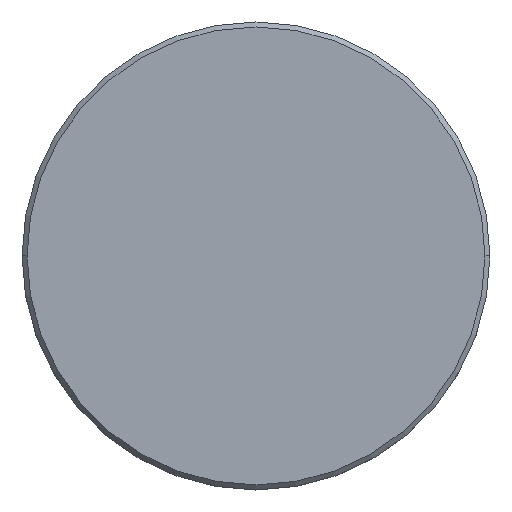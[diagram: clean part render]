
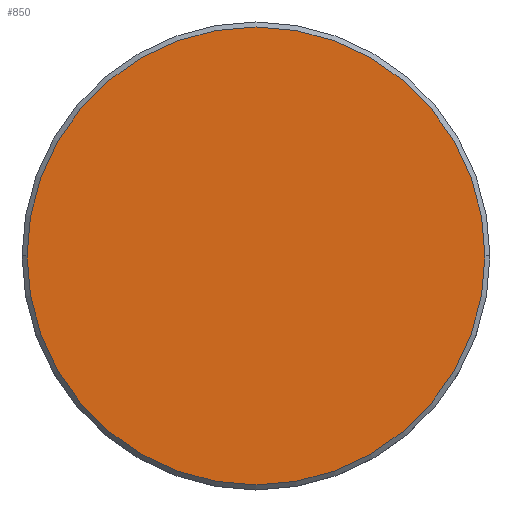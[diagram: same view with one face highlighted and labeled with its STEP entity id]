
A CAD part, top view. The second image highlights one B-rep face of the part: STEP entity #850.
In plain terms, the highlighted planar face has unit normal (0, 0, 1).
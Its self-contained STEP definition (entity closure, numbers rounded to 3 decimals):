
#19 = ORIENTED_EDGE ( 'NONE', *, *, #1149, .T. ) ;
#40 = PLANE ( 'NONE',  #801 ) ;
#54 = EDGE_LOOP ( 'NONE', ( #629, #19 ) ) ;
#96 = DIRECTION ( 'NONE',  ( 0., 0., 1. ) ) ;
#137 = CARTESIAN_POINT ( 'NONE',  ( 0., 0., 0. ) ) ;
#155 = AXIS2_PLACEMENT_3D ( 'NONE', #217, #314, #611 ) ;
#217 = CARTESIAN_POINT ( 'NONE',  ( 0., 0., 0. ) ) ;
#272 = CARTESIAN_POINT ( 'NONE',  ( 0., 0., 0. ) ) ;
#314 = DIRECTION ( 'NONE',  ( 0., 0., 1. ) ) ;
#344 = CIRCLE ( 'NONE', #749, 23. ) ;
#413 = DIRECTION ( 'NONE',  ( 0., 0., 1. ) ) ;
#424 = VERTEX_POINT ( 'NONE', #612 ) ;
#463 = CIRCLE ( 'NONE', #155, 23. ) ;
#568 = DIRECTION ( 'NONE',  ( 1., 0., 0. ) ) ;
#611 = DIRECTION ( 'NONE',  ( 1., 0., 0. ) ) ;
#612 = CARTESIAN_POINT ( 'NONE',  ( -23., 0., 0. ) ) ;
#629 = ORIENTED_EDGE ( 'NONE', *, *, #806, .T. ) ;
#639 = CARTESIAN_POINT ( 'NONE',  ( 23., 0., 0. ) ) ;
#749 = AXIS2_PLACEMENT_3D ( 'NONE', #272, #96, #568 ) ;
#801 = AXIS2_PLACEMENT_3D ( 'NONE', #137, #413, #952 ) ;
#806 = EDGE_CURVE ( 'NONE', #424, #983, #463, .T. ) ;
#850 = ADVANCED_FACE ( 'NONE', ( #859 ), #40, .T. ) ;
#859 = FACE_OUTER_BOUND ( 'NONE', #54, .T. ) ;
#952 = DIRECTION ( 'NONE',  ( 1., 0., 0. ) ) ;
#983 = VERTEX_POINT ( 'NONE', #639 ) ;
#1149 = EDGE_CURVE ( 'NONE', #983, #424, #344, .T. ) ;
